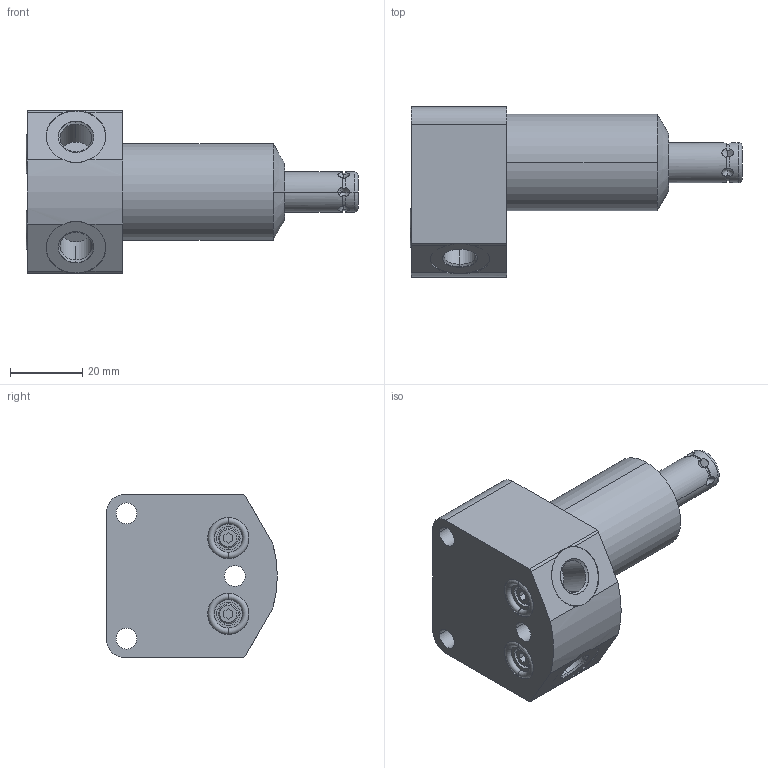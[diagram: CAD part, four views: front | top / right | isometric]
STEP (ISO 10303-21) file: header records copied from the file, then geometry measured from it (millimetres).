
FILE_DESCRIPTION((''),'2;1');
FILE_NAME('ILCM41420221','2013-04-01T',('jdw'),(''),'PRO/ENGINEER BY PARAMETRIC TECHNOLOGY CORPORATION, 2007460','PRO/ENGINEER BY PARAMETRIC TECHNOLOGY CORPORATION, 2007460','');
FILE_SCHEMA(('AUTOMOTIVE_DESIGN_CC2 { 1 2 10303 214 -1 1 5 2 }'));
Length unit declared in the file: millimetre
Products named in the file (1): ILCM41420221
Bounding box: 91.88 x 47.24 x 45.01 mm (x, y, z)
Volume: 74461.3 mm3; surface area: 15524.7 mm2
Topology: 1 solids, 2 shells, 139 faces, 366 edges, 231 vertices
Faces by surface type: cylinder 55, plane 54, cone 24, torus 6
Entity records: 5842 total; most frequent: CARTESIAN_POINT 1119, DIRECTION 706, ORIENTED_EDGE 700, PRESENTATION_STYLE_ASSIGNMENT 367, STYLED_ITEM 354, CURVE_STYLE 352, EDGE_CURVE 352, AXIS2_PLACEMENT_3D 286
